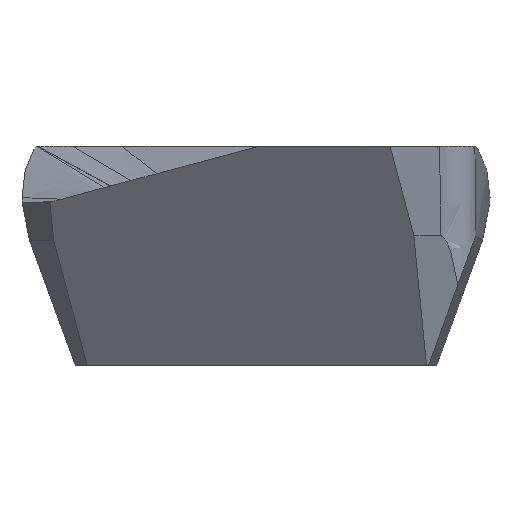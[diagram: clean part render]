
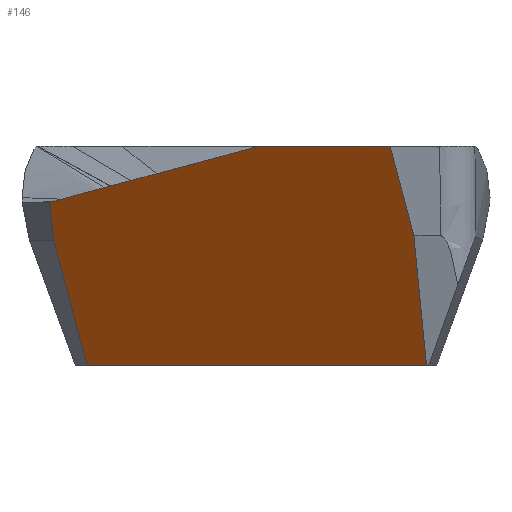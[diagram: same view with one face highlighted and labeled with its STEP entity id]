
A CAD part, left-side view. The second image highlights one B-rep face of the part: STEP entity #146.
In plain terms, the highlighted planar face has unit normal (-0.814, 0.47, -0.342).
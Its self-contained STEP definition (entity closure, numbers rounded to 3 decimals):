
#92=FACE_OUTER_BOUND('',#247,.T.);
#146=ADVANCED_FACE('',(#92),#186,.F.);
#186=PLANE('',#1129);
#247=EDGE_LOOP('',(#403,#404,#405,#406,#407,#408,#409,#410));
#403=ORIENTED_EDGE('',*,*,#726,.F.);
#404=ORIENTED_EDGE('',*,*,#724,.F.);
#405=ORIENTED_EDGE('',*,*,#722,.F.);
#406=ORIENTED_EDGE('',*,*,#732,.T.);
#407=ORIENTED_EDGE('',*,*,#733,.T.);
#408=ORIENTED_EDGE('',*,*,#652,.T.);
#409=ORIENTED_EDGE('',*,*,#734,.F.);
#410=ORIENTED_EDGE('',*,*,#731,.F.);
#564=VERTEX_POINT('',#1537);
#565=VERTEX_POINT('',#1539);
#619=VERTEX_POINT('',#2432);
#620=VERTEX_POINT('',#2471);
#621=VERTEX_POINT('',#2536);
#622=VERTEX_POINT('',#2579);
#623=VERTEX_POINT('',#2706);
#624=VERTEX_POINT('',#2710);
#652=EDGE_CURVE('',#565,#564,#941,.T.);
#722=EDGE_CURVE('',#619,#620,#858,.T.);
#724=EDGE_CURVE('',#620,#621,#859,.T.);
#726=EDGE_CURVE('',#621,#622,#964,.T.);
#731=EDGE_CURVE('',#622,#623,#967,.T.);
#732=EDGE_CURVE('',#619,#624,#968,.T.);
#733=EDGE_CURVE('',#624,#565,#969,.T.);
#734=EDGE_CURVE('',#623,#564,#970,.T.);
#858=B_SPLINE_CURVE_WITH_KNOTS('',3,(#2461,#2462,#2463,#2464,#2465,#2466,
#2467,#2468,#2469,#2470),.UNSPECIFIED.,.F.,.F.,(4,3,3,4),(0.,0.257,
0.515,1.),.UNSPECIFIED.);
#859=B_SPLINE_CURVE_WITH_KNOTS('',3,(#2529,#2530,#2531,#2532,#2533,#2534,
#2535),.UNSPECIFIED.,.F.,.F.,(4,1,1,1,4),(0.,0.25,0.5,0.75,1.),
 .UNSPECIFIED.);
#941=LINE('',#1538,#995);
#964=LINE('',#2578,#1018);
#967=LINE('',#2707,#1021);
#968=LINE('',#2709,#1022);
#969=LINE('',#2711,#1023);
#970=LINE('',#2712,#1024);
#995=VECTOR('',#1181,1.);
#1018=VECTOR('',#1224,1.);
#1021=VECTOR('',#1229,1.);
#1022=VECTOR('',#1232,1.);
#1023=VECTOR('',#1233,1.);
#1024=VECTOR('',#1234,1.);
#1129=AXIS2_PLACEMENT_3D('',#2713,#1235,#1236);
#1181=DIRECTION('',(-0.5,-0.866,0.));
#1224=DIRECTION('',(-0.5,-0.866,0.));
#1229=DIRECTION('',(0.251,-0.247,-0.936));
#1232=DIRECTION('',(0.339,-0.094,-0.936));
#1233=DIRECTION('',(0.249,-0.249,-0.936));
#1234=DIRECTION('',(0.341,-0.091,-0.936));
#1235=DIRECTION('',(0.814,-0.47,0.342));
#1236=DIRECTION('',(-0.5,-0.866,0.));
#1537=CARTESIAN_POINT('',(-9.376,-3.88,-5.));
#1538=CARTESIAN_POINT('',(-4.918,3.841,-5.));
#1539=CARTESIAN_POINT('',(-4.918,3.841,-5.));
#2432=CARTESIAN_POINT('',(-5.994,4.689,-1.277));
#2461=CARTESIAN_POINT('',(-5.994,4.689,-1.277));
#2462=CARTESIAN_POINT('',(-6.068,4.582,-1.248));
#2463=CARTESIAN_POINT('',(-6.142,4.475,-1.22));
#2464=CARTESIAN_POINT('',(-6.216,4.367,-1.191));
#2465=CARTESIAN_POINT('',(-6.29,4.26,-1.162));
#2466=CARTESIAN_POINT('',(-6.364,4.153,-1.133));
#2467=CARTESIAN_POINT('',(-6.438,4.046,-1.105));
#2468=CARTESIAN_POINT('',(-6.577,3.843,-1.05));
#2469=CARTESIAN_POINT('',(-6.717,3.641,-0.996));
#2470=CARTESIAN_POINT('',(-6.856,3.439,-0.942));
#2471=CARTESIAN_POINT('',(-6.856,3.439,-0.942));
#2529=CARTESIAN_POINT('',(-6.856,3.439,-0.942));
#2530=CARTESIAN_POINT('',(-7.06,3.143,-0.863));
#2531=CARTESIAN_POINT('',(-7.467,2.554,-0.705));
#2532=CARTESIAN_POINT('',(-8.071,1.678,-0.47));
#2533=CARTESIAN_POINT('',(-8.674,0.804,-0.236));
#2534=CARTESIAN_POINT('',(-9.079,0.217,-0.079));
#2535=CARTESIAN_POINT('',(-9.282,-0.077,0.));
#2536=CARTESIAN_POINT('',(-9.282,-0.077,0.));
#2578=CARTESIAN_POINT('',(-9.282,-0.077,0.));
#2579=CARTESIAN_POINT('',(-11.,-3.053,0.));
#2706=CARTESIAN_POINT('',(-10.452,-3.592,-2.043));
#2707=CARTESIAN_POINT('',(-11.,-3.053,0.));
#2709=CARTESIAN_POINT('',(-5.994,4.689,-1.277));
#2710=CARTESIAN_POINT('',(-5.68,4.603,-2.142));
#2711=CARTESIAN_POINT('',(-5.68,4.603,-2.142));
#2712=CARTESIAN_POINT('',(-10.452,-3.592,-2.043));
#2713=CARTESIAN_POINT('',(-8.728,0.882,0.));
